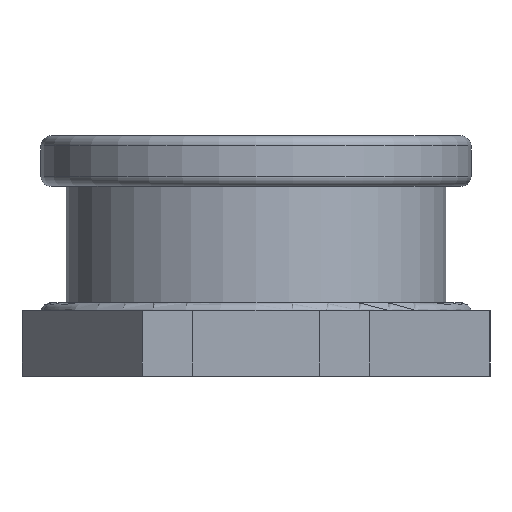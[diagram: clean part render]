
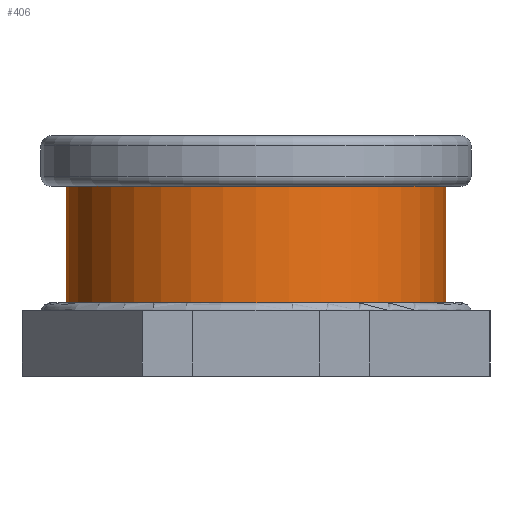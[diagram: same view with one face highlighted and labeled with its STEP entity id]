
A CAD part, front view. The second image highlights one B-rep face of the part: STEP entity #406.
In plain terms, the highlighted cylindrical face has radius 3.75 mm (diameter 7.5 mm), a partial arc.
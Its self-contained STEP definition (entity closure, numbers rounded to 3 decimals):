
#122 = EDGE_CURVE ( 'NONE', #187, #184, #1490, .T. ) ;
#180 = VERTEX_POINT ( 'NONE', #1699 ) ;
#181 = VERTEX_POINT ( 'NONE', #1698 ) ;
#183 = EDGE_CURVE ( 'NONE', #180, #184, #1697, .T. ) ;
#184 = VERTEX_POINT ( 'NONE', #1693 ) ;
#187 = VERTEX_POINT ( 'NONE', #1687 ) ;
#189 = EDGE_CURVE ( 'NONE', #181, #187, #1685, .T. ) ;
#406 = ADVANCED_FACE ( 'NONE', ( #2195 ), #2178, .T. ) ;
#407 = EDGE_LOOP ( 'NONE', ( #408, #409, #466, #467 ) ) ;
#408 = ORIENTED_EDGE ( 'NONE', *, *, #183, .F. ) ;
#409 = ORIENTED_EDGE ( 'NONE', *, *, #410, .F. ) ;
#410 = EDGE_CURVE ( 'NONE', #181, #180, #2179, .T. ) ;
#466 = ORIENTED_EDGE ( 'NONE', *, *, #189, .T. ) ;
#467 = ORIENTED_EDGE ( 'NONE', *, *, #122, .T. ) ;
#1445 = CARTESIAN_POINT ( 'NONE',  ( 0., 0., 1.45 ) ) ;
#1487 = DIRECTION ( 'NONE',  ( 1., 0., 0. ) ) ;
#1488 = DIRECTION ( 'NONE',  ( 0., 0., 1. ) ) ;
#1489 = AXIS2_PLACEMENT_3D ( 'NONE', #1445, #1488, #1487 ) ;
#1490 = CIRCLE ( 'NONE', #1489, 3.75 ) ;
#1682 = DIRECTION ( 'NONE',  ( 0., 0., -1. ) ) ;
#1683 = VECTOR ( 'NONE', #1682, 1000. ) ;
#1684 = CARTESIAN_POINT ( 'NONE',  ( -3.75, 0., 3.75 ) ) ;
#1685 = LINE ( 'NONE', #1684, #1683 ) ;
#1687 = CARTESIAN_POINT ( 'NONE',  ( -3.75, 0., 1.45 ) ) ;
#1693 = CARTESIAN_POINT ( 'NONE',  ( 3.75, 0., 1.45 ) ) ;
#1694 = DIRECTION ( 'NONE',  ( 0., 0., -1. ) ) ;
#1695 = VECTOR ( 'NONE', #1694, 1000. ) ;
#1696 = CARTESIAN_POINT ( 'NONE',  ( 3.75, 0., 3.75 ) ) ;
#1697 = LINE ( 'NONE', #1696, #1695 ) ;
#1698 = CARTESIAN_POINT ( 'NONE',  ( -3.75, 0., 3.75 ) ) ;
#1699 = CARTESIAN_POINT ( 'NONE',  ( 3.75, 0., 3.75 ) ) ;
#2175 = DIRECTION ( 'NONE',  ( -1., 0., 0. ) ) ;
#2176 = DIRECTION ( 'NONE',  ( 0., 0., -1. ) ) ;
#2177 = AXIS2_PLACEMENT_3D ( 'NONE', #2180, #2176, #2175 ) ;
#2178 = CYLINDRICAL_SURFACE ( 'NONE', #2177, 3.75 ) ;
#2179 = CIRCLE ( 'NONE', #2233, 3.75 ) ;
#2180 = CARTESIAN_POINT ( 'NONE',  ( 0., 0., 3.75 ) ) ;
#2195 = FACE_OUTER_BOUND ( 'NONE', #407, .T. ) ;
#2230 = DIRECTION ( 'NONE',  ( 1., 0., 0. ) ) ;
#2231 = DIRECTION ( 'NONE',  ( 0., 0., 1. ) ) ;
#2232 = CARTESIAN_POINT ( 'NONE',  ( 0., 0., 3.75 ) ) ;
#2233 = AXIS2_PLACEMENT_3D ( 'NONE', #2232, #2231, #2230 ) ;
